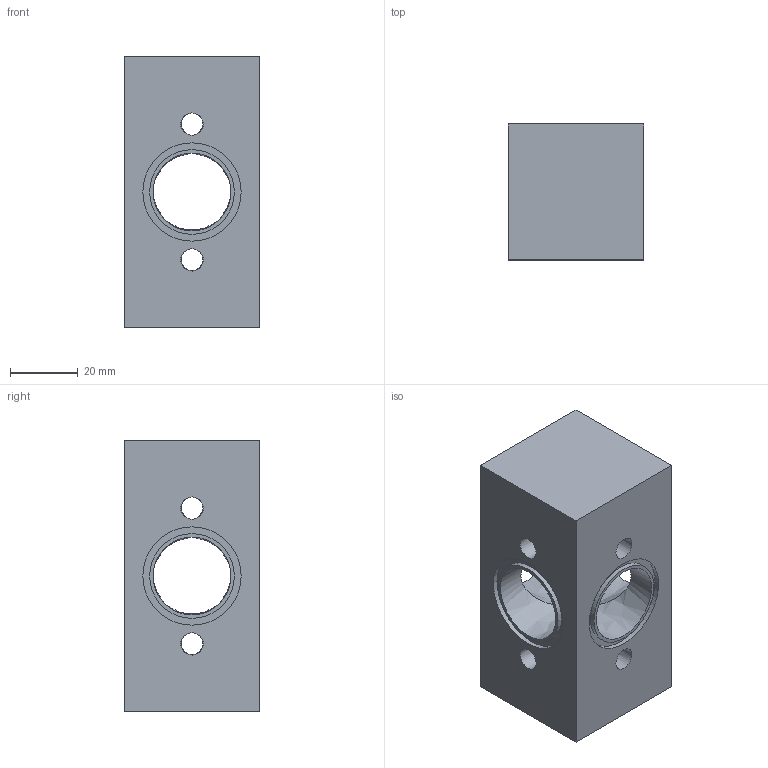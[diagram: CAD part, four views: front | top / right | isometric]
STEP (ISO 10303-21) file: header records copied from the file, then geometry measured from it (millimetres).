
FILE_DESCRIPTION((''),'2;1');
FILE_NAME('SD0182N.stp','2009-08-10T15:19:19',('teddy iii'),(''),'Autodesk Inventor 11','Autodesk Inventor 11','');
FILE_SCHEMA(('AUTOMOTIVE_DESIGN { 1 0 10303 214 1 1 1 1 }'));
Length unit declared in the file: millimetre
Products named in the file (1): SD0182N
Bounding box: 40 x 40 x 80 mm (x, y, z)
Volume: 96700.3 mm3; surface area: 21729.5 mm2
Topology: 1 solids, 1 shells, 34 faces, 72 edges, 42 vertices
Faces by surface type: plane 14, bspline 12, cylinder 8
Full cylindrical faces by diameter (mm): 25 x4, 29 x4
Entity records: 1027 total; most frequent: CARTESIAN_POINT 333, DIRECTION 138, ORIENTED_EDGE 104, EDGE_LOOP 74, AXIS2_PLACEMENT_3D 63, EDGE_CURVE 52, VERTEX_POINT 42, FACE_BOUND 40
